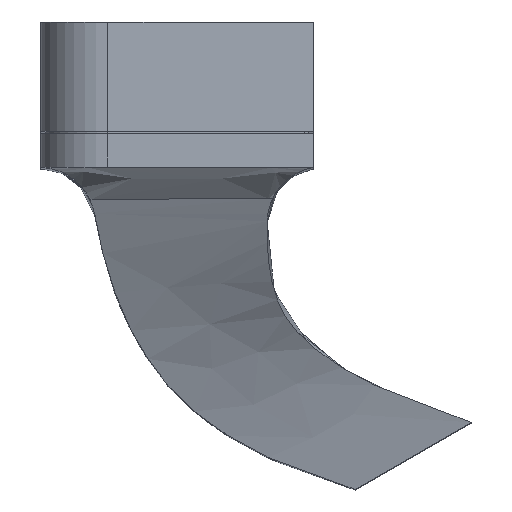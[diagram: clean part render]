
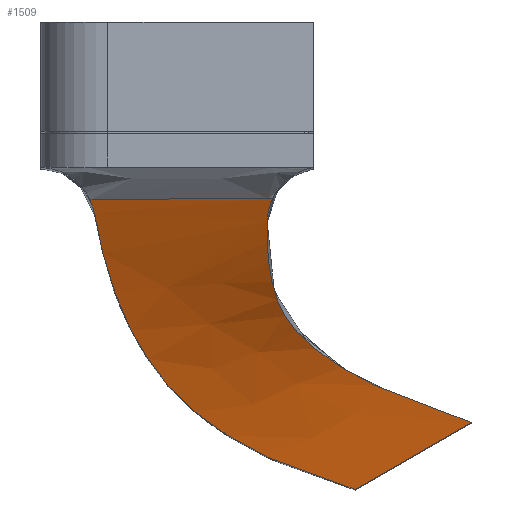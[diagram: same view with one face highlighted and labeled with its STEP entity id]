
A CAD part, top view. The second image highlights one B-rep face of the part: STEP entity #1509.
In plain terms, the highlighted free-form (B-spline) face has degree [3, 3] with [4, 9] control points.
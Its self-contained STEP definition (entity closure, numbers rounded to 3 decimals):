
#145=FACE_OUTER_BOUND('',#236,.T.);
#236=EDGE_LOOP('',(#1086,#1087,#1088,#1089,#1090,#1091,#1092,#1093));
#344=LINE('',#2463,#502);
#502=VECTOR('',#1726,10.);
#657=B_SPLINE_CURVE_WITH_KNOTS('',3,(#2160,#2161,#2162,#2163,#2164,#2165,
#2166,#2167,#2168,#2169),.UNSPECIFIED.,.F.,.F.,(4,3,3,4),(0.,0.029,
0.057,0.074),.UNSPECIFIED.);
#662=B_SPLINE_CURVE_WITH_KNOTS('',3,(#2231,#2232,#2233,#2234,#2235,#2236,
#2237),.UNSPECIFIED.,.F.,.F.,(4,1,1,1,4),(0.,0.25,0.375,
0.626,0.876),.UNSPECIFIED.);
#665=B_SPLINE_CURVE_WITH_KNOTS('',3,(#2303,#2304,#2305,#2306,#2307,#2308,
#2309,#2310,#2311,#2312,#2313,#2314,#2315,#2316,#2317,#2318),
 .UNSPECIFIED.,.F.,.F.,(4,3,3,3,3,4),(0.25,0.276,
0.304,0.333,0.363,0.367),
 .UNSPECIFIED.);
#668=B_SPLINE_CURVE_WITH_KNOTS('',3,(#2363,#2364,#2365,#2366,#2367,#2368,
#2369),.UNSPECIFIED.,.F.,.F.,(4,1,1,1,4),(0.,0.243,0.364,
0.606,0.849),.UNSPECIFIED.);
#670=B_SPLINE_CURVE_WITH_KNOTS('',3,(#2401,#2402,#2403,#2404),
 .UNSPECIFIED.,.F.,.F.,(4,4),(0.,0.788),
 .UNSPECIFIED.);
#671=B_SPLINE_CURVE_WITH_KNOTS('',3,(#2405,#2406,#2407,#2408),
 .UNSPECIFIED.,.F.,.F.,(4,4),(0.788,0.808),
 .UNSPECIFIED.);
#675=B_SPLINE_CURVE_WITH_KNOTS('',3,(#2423,#2424,#2425,#2426),
 .UNSPECIFIED.,.F.,.F.,(4,4),(-0.01,0.),
 .UNSPECIFIED.);
#688=VERTEX_POINT('',#2107);
#692=VERTEX_POINT('',#2155);
#700=VERTEX_POINT('',#2229);
#703=VERTEX_POINT('',#2281);
#704=VERTEX_POINT('',#2302);
#706=VERTEX_POINT('',#2362);
#708=VERTEX_POINT('',#2399);
#709=VERTEX_POINT('',#2400);
#836=EDGE_CURVE('',#688,#692,#657,.F.);
#846=EDGE_CURVE('',#700,#692,#662,.T.);
#850=EDGE_CURVE('',#703,#704,#665,.T.);
#853=EDGE_CURVE('',#706,#704,#668,.T.);
#856=EDGE_CURVE('',#708,#709,#670,.T.);
#857=EDGE_CURVE('',#703,#709,#671,.F.);
#861=EDGE_CURVE('',#688,#708,#675,.T.);
#862=EDGE_CURVE('',#700,#706,#344,.T.);
#1086=ORIENTED_EDGE('',*,*,#856,.F.);
#1087=ORIENTED_EDGE('',*,*,#861,.F.);
#1088=ORIENTED_EDGE('',*,*,#836,.T.);
#1089=ORIENTED_EDGE('',*,*,#846,.F.);
#1090=ORIENTED_EDGE('',*,*,#862,.T.);
#1091=ORIENTED_EDGE('',*,*,#853,.T.);
#1092=ORIENTED_EDGE('',*,*,#850,.F.);
#1093=ORIENTED_EDGE('',*,*,#857,.T.);
#1496=B_SPLINE_SURFACE_WITH_KNOTS('',3,3,((#2427,#2428,#2429,#2430,#2431,
#2432,#2433,#2434,#2435),(#2436,#2437,#2438,#2439,#2440,#2441,#2442,#2443,
#2444),(#2445,#2446,#2447,#2448,#2449,#2450,#2451,#2452,#2453),(#2454,#2455,
#2456,#2457,#2458,#2459,#2460,#2461,#2462)),.UNSPECIFIED.,.F.,.F.,.F.,(4,
4),(4,1,1,1,1,1,4),(-0.012,1.025),(0.,0.131,
0.392,0.523,0.654,0.719,
0.915),.UNSPECIFIED.);
#1509=ADVANCED_FACE('',(#145),#1496,.T.);
#1726=DIRECTION('',(0.866,0.5,0.));
#2107=CARTESIAN_POINT('',(-27.808,-41.419,36.183));
#2155=CARTESIAN_POINT('',(-27.602,-42.056,35.875));
#2160=CARTESIAN_POINT('Ctrl Pts',(-27.602,-42.056,35.875));
#2161=CARTESIAN_POINT('Ctrl Pts',(-27.618,-41.971,35.916));
#2162=CARTESIAN_POINT('Ctrl Pts',(-27.637,-41.887,35.957));
#2163=CARTESIAN_POINT('Ctrl Pts',(-27.661,-41.804,35.997));
#2164=CARTESIAN_POINT('Ctrl Pts',(-27.685,-41.722,36.037));
#2165=CARTESIAN_POINT('Ctrl Pts',(-27.713,-41.641,36.076));
#2166=CARTESIAN_POINT('Ctrl Pts',(-27.746,-41.561,36.114));
#2167=CARTESIAN_POINT('Ctrl Pts',(-27.765,-41.513,36.137));
#2168=CARTESIAN_POINT('Ctrl Pts',(-27.786,-41.466,36.16));
#2169=CARTESIAN_POINT('Ctrl Pts',(-27.809,-41.419,36.183));
#2229=CARTESIAN_POINT('',(-15.933,-54.4,29.));
#2231=CARTESIAN_POINT('Ctrl Pts',(-15.933,-54.4,29.));
#2232=CARTESIAN_POINT('Ctrl Pts',(-18.555,-53.633,29.655));
#2233=CARTESIAN_POINT('Ctrl Pts',(-21.554,-52.304,30.637));
#2234=CARTESIAN_POINT('Ctrl Pts',(-24.884,-49.415,32.274));
#2235=CARTESIAN_POINT('Ctrl Pts',(-26.738,-45.993,33.911));
#2236=CARTESIAN_POINT('Ctrl Pts',(-27.36,-43.4,35.22));
#2237=CARTESIAN_POINT('Ctrl Pts',(-27.602,-42.056,35.875));
#2281=CARTESIAN_POINT('',(-19.631,-41.389,36.185));
#2302=CARTESIAN_POINT('',(-19.872,-42.407,35.665));
#2303=CARTESIAN_POINT('Ctrl Pts',(-19.63,-41.389,36.185));
#2304=CARTESIAN_POINT('Ctrl Pts',(-19.664,-41.461,36.149));
#2305=CARTESIAN_POINT('Ctrl Pts',(-19.695,-41.535,36.112));
#2306=CARTESIAN_POINT('Ctrl Pts',(-19.722,-41.611,36.074));
#2307=CARTESIAN_POINT('Ctrl Pts',(-19.752,-41.691,36.034));
#2308=CARTESIAN_POINT('Ctrl Pts',(-19.777,-41.773,35.993));
#2309=CARTESIAN_POINT('Ctrl Pts',(-19.797,-41.855,35.951));
#2310=CARTESIAN_POINT('Ctrl Pts',(-19.818,-41.939,35.908));
#2311=CARTESIAN_POINT('Ctrl Pts',(-19.835,-42.024,35.865));
#2312=CARTESIAN_POINT('Ctrl Pts',(-19.847,-42.11,35.821));
#2313=CARTESIAN_POINT('Ctrl Pts',(-19.86,-42.196,35.776));
#2314=CARTESIAN_POINT('Ctrl Pts',(-19.868,-42.283,35.731));
#2315=CARTESIAN_POINT('Ctrl Pts',(-19.871,-42.37,35.685));
#2316=CARTESIAN_POINT('Ctrl Pts',(-19.872,-42.382,35.678));
#2317=CARTESIAN_POINT('Ctrl Pts',(-19.872,-42.395,35.672));
#2318=CARTESIAN_POINT('Ctrl Pts',(-19.872,-42.407,35.665));
#2362=CARTESIAN_POINT('',(-10.737,-51.4,29.));
#2363=CARTESIAN_POINT('Ctrl Pts',(-10.737,-51.4,29.));
#2364=CARTESIAN_POINT('Ctrl Pts',(-13.327,-50.575,29.635));
#2365=CARTESIAN_POINT('Ctrl Pts',(-16.138,-49.326,30.587));
#2366=CARTESIAN_POINT('Ctrl Pts',(-18.649,-47.446,32.174));
#2367=CARTESIAN_POINT('Ctrl Pts',(-19.719,-45.687,33.761));
#2368=CARTESIAN_POINT('Ctrl Pts',(-19.899,-43.61,35.03));
#2369=CARTESIAN_POINT('Ctrl Pts',(-19.872,-42.407,35.665));
#2399=CARTESIAN_POINT('',(-27.71,-41.419,36.183));
#2400=CARTESIAN_POINT('',(-19.826,-41.39,36.185));
#2401=CARTESIAN_POINT('Ctrl Pts',(-27.71,-41.419,36.183));
#2402=CARTESIAN_POINT('Ctrl Pts',(-25.082,-41.409,36.183));
#2403=CARTESIAN_POINT('Ctrl Pts',(-22.454,-41.4,36.184));
#2404=CARTESIAN_POINT('Ctrl Pts',(-19.826,-41.39,36.185));
#2405=CARTESIAN_POINT('Ctrl Pts',(-19.826,-41.39,36.185));
#2406=CARTESIAN_POINT('Ctrl Pts',(-19.761,-41.39,36.185));
#2407=CARTESIAN_POINT('Ctrl Pts',(-19.696,-41.39,36.185));
#2408=CARTESIAN_POINT('Ctrl Pts',(-19.631,-41.389,36.185));
#2423=CARTESIAN_POINT('Ctrl Pts',(-27.808,-41.419,36.183));
#2424=CARTESIAN_POINT('Ctrl Pts',(-27.775,-41.419,36.183));
#2425=CARTESIAN_POINT('Ctrl Pts',(-27.742,-41.419,36.183));
#2426=CARTESIAN_POINT('Ctrl Pts',(-27.71,-41.419,36.183));
#2427=CARTESIAN_POINT('Ctrl Pts',(-15.998,-54.437,29.));
#2428=CARTESIAN_POINT('Ctrl Pts',(-17.368,-54.037,29.342));
#2429=CARTESIAN_POINT('Ctrl Pts',(-20.969,-52.749,30.369));
#2430=CARTESIAN_POINT('Ctrl Pts',(-24.052,-50.474,31.737));
#2431=CARTESIAN_POINT('Ctrl Pts',(-25.923,-47.69,33.106));
#2432=CARTESIAN_POINT('Ctrl Pts',(-26.676,-45.933,33.961));
#2433=CARTESIAN_POINT('Ctrl Pts',(-27.348,-43.855,34.987));
#2434=CARTESIAN_POINT('Ctrl Pts',(-27.637,-42.485,35.672));
#2435=CARTESIAN_POINT('Ctrl Pts',(-27.809,-41.415,36.185));
#2436=CARTESIAN_POINT('Ctrl Pts',(-14.201,-53.4,29.));
#2437=CARTESIAN_POINT('Ctrl Pts',(-15.58,-52.985,29.342));
#2438=CARTESIAN_POINT('Ctrl Pts',(-19.179,-51.674,30.369));
#2439=CARTESIAN_POINT('Ctrl Pts',(-22.037,-49.612,31.737));
#2440=CARTESIAN_POINT('Ctrl Pts',(-23.653,-47.25,33.106));
#2441=CARTESIAN_POINT('Ctrl Pts',(-24.28,-45.706,33.961));
#2442=CARTESIAN_POINT('Ctrl Pts',(-24.805,-43.797,34.987));
#2443=CARTESIAN_POINT('Ctrl Pts',(-24.993,-42.465,35.672));
#2444=CARTESIAN_POINT('Ctrl Pts',(-25.083,-41.406,36.185));
#2445=CARTESIAN_POINT('Ctrl Pts',(-12.405,-52.363,29.));
#2446=CARTESIAN_POINT('Ctrl Pts',(-13.792,-51.932,29.342));
#2447=CARTESIAN_POINT('Ctrl Pts',(-17.388,-50.6,30.369));
#2448=CARTESIAN_POINT('Ctrl Pts',(-20.023,-48.749,31.737));
#2449=CARTESIAN_POINT('Ctrl Pts',(-21.383,-46.811,33.106));
#2450=CARTESIAN_POINT('Ctrl Pts',(-21.884,-45.479,33.961));
#2451=CARTESIAN_POINT('Ctrl Pts',(-22.262,-43.739,34.987));
#2452=CARTESIAN_POINT('Ctrl Pts',(-22.349,-42.445,35.672));
#2453=CARTESIAN_POINT('Ctrl Pts',(-22.357,-41.398,36.185));
#2454=CARTESIAN_POINT('Ctrl Pts',(-10.608,-51.326,29.));
#2455=CARTESIAN_POINT('Ctrl Pts',(-12.005,-50.88,29.342));
#2456=CARTESIAN_POINT('Ctrl Pts',(-15.597,-49.525,30.369));
#2457=CARTESIAN_POINT('Ctrl Pts',(-18.009,-47.887,31.737));
#2458=CARTESIAN_POINT('Ctrl Pts',(-19.112,-46.371,33.106));
#2459=CARTESIAN_POINT('Ctrl Pts',(-19.489,-45.252,33.961));
#2460=CARTESIAN_POINT('Ctrl Pts',(-19.719,-43.681,34.987));
#2461=CARTESIAN_POINT('Ctrl Pts',(-19.705,-42.425,35.672));
#2462=CARTESIAN_POINT('Ctrl Pts',(-19.631,-41.389,36.185));
#2463=CARTESIAN_POINT('',(-10.737,-51.4,29.));
